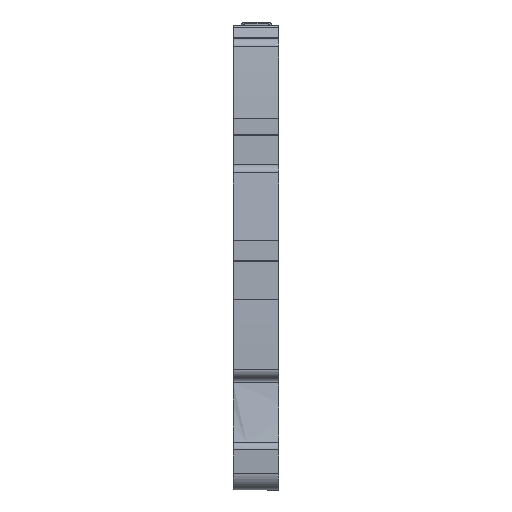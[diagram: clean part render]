
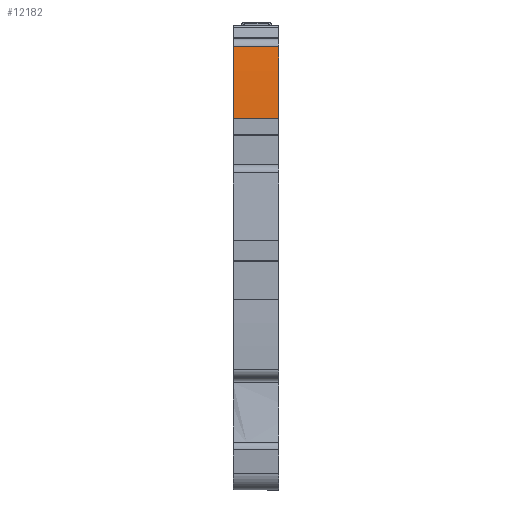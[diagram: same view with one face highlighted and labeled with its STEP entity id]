
A CAD part, front view. The second image highlights one B-rep face of the part: STEP entity #12182.
In plain terms, the highlighted cylindrical face has radius 149.2 mm (diameter 298.4 mm), a partial arc.
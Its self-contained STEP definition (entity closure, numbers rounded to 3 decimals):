
#12155=AXIS2_PLACEMENT_3D('Cylinder Axis2P3D',#12152,#12153,#12154) ;
#12159=AXIS2_PLACEMENT_3D('Circle Axis2P3D',#12157,#12158,$) ;
#12173=AXIS2_PLACEMENT_3D('Circle Axis2P3D',#12171,#12172,$) ;
#12130=CARTESIAN_POINT('Vertex',(5.1,23.242,41.264)) ;
#12133=CARTESIAN_POINT('Line Origine',(2.55,23.242,41.264)) ;
#12137=CARTESIAN_POINT('Vertex',(0.,23.242,41.264)) ;
#12152=CARTESIAN_POINT('Axis2P3D Location',(2.55,172.092,31.05)) ;
#12157=CARTESIAN_POINT('Axis2P3D Location',(5.1,172.092,31.05)) ;
#12161=CARTESIAN_POINT('Vertex',(5.1,24.009,49.272)) ;
#12164=CARTESIAN_POINT('Line Origine',(1.94,24.009,49.272)) ;
#12168=CARTESIAN_POINT('Vertex',(0.,24.009,49.272)) ;
#12171=CARTESIAN_POINT('Axis2P3D Location',(0.,172.092,31.05)) ;
#12134=DIRECTION('Vector Direction',(-1.,0.,0.)) ;
#12153=DIRECTION('Axis2P3D Direction',(1.,0.,0.)) ;
#12154=DIRECTION('Axis2P3D XDirection',(0.,-0.993,0.122)) ;
#12158=DIRECTION('Axis2P3D Direction',(1.,0.,0.)) ;
#12165=DIRECTION('Vector Direction',(1.,0.,0.)) ;
#12172=DIRECTION('Axis2P3D Direction',(1.,0.,0.)) ;
#12135=VECTOR('Line Direction',#12134,1.) ;
#12166=VECTOR('Line Direction',#12165,1.) ;
#12177=ORIENTED_EDGE('',*,*,#12139,.F.) ;
#12178=ORIENTED_EDGE('',*,*,#12163,.F.) ;
#12179=ORIENTED_EDGE('',*,*,#12170,.T.) ;
#12180=ORIENTED_EDGE('',*,*,#12175,.T.) ;
#12182=ADVANCED_FACE('Hauptk\X2\00F6\X0\rper',(#12181),#12156,.T.) ;
#12160=CIRCLE('generated circle',#12159,149.2) ;
#12174=CIRCLE('generated circle',#12173,149.2) ;
#12156=CYLINDRICAL_SURFACE('generated cylinder',#12155,149.2) ;
#12139=EDGE_CURVE('',#12131,#12138,#12136,.T.) ;
#12163=EDGE_CURVE('',#12162,#12131,#12160,.T.) ;
#12170=EDGE_CURVE('',#12162,#12169,#12167,.F.) ;
#12175=EDGE_CURVE('',#12169,#12138,#12174,.T.) ;
#12176=EDGE_LOOP('',(#12177,#12178,#12179,#12180)) ;
#12181=FACE_OUTER_BOUND('',#12176,.T.) ;
#12136=LINE('Line',#12133,#12135) ;
#12167=LINE('Line',#12164,#12166) ;
#12131=VERTEX_POINT('',#12130) ;
#12138=VERTEX_POINT('',#12137) ;
#12162=VERTEX_POINT('',#12161) ;
#12169=VERTEX_POINT('',#12168) ;
